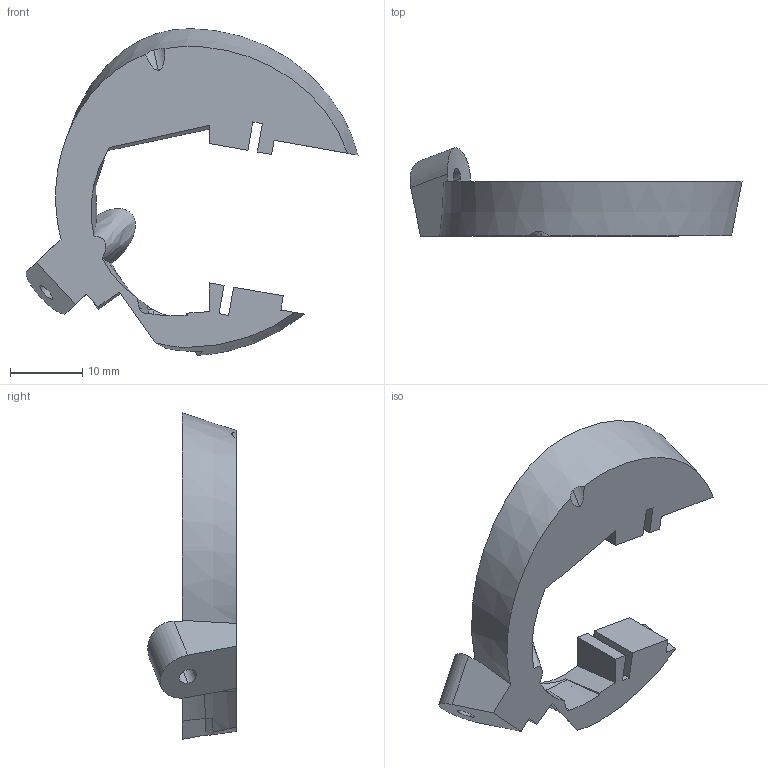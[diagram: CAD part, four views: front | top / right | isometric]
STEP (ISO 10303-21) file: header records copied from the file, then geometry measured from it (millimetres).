
FILE_DESCRIPTION (( 'STEP AP214' ), '1' );
FILE_NAME ('MC - P Main R - Add A.STEP', '2017-12-20T20:35:28', ( '' ), ( '' ), 'SwSTEP 2.0', 'SolidWorks 2016', '' );
FILE_SCHEMA (( 'AUTOMOTIVE_DESIGN' ));
Length unit declared in the file: millimetre
Products named in the file (1): MC - P Main R - Add A
Bounding box: 46.1 x 12.28 x 45.35 mm (x, y, z)
Volume: 4929.9 mm3; surface area: 3346.6 mm2
Topology: 1 solids, 1 shells, 56 faces, 160 edges, 107 vertices
Faces by surface type: plane 31, bspline 14, cylinder 11
Entity records: 3991 total; most frequent: CARTESIAN_POINT 2635, ORIENTED_EDGE 320, DIRECTION 206, EDGE_CURVE 160, VERTEX_POINT 107, LINE 86, VECTOR 86, AXIS2_PLACEMENT_3D 60
